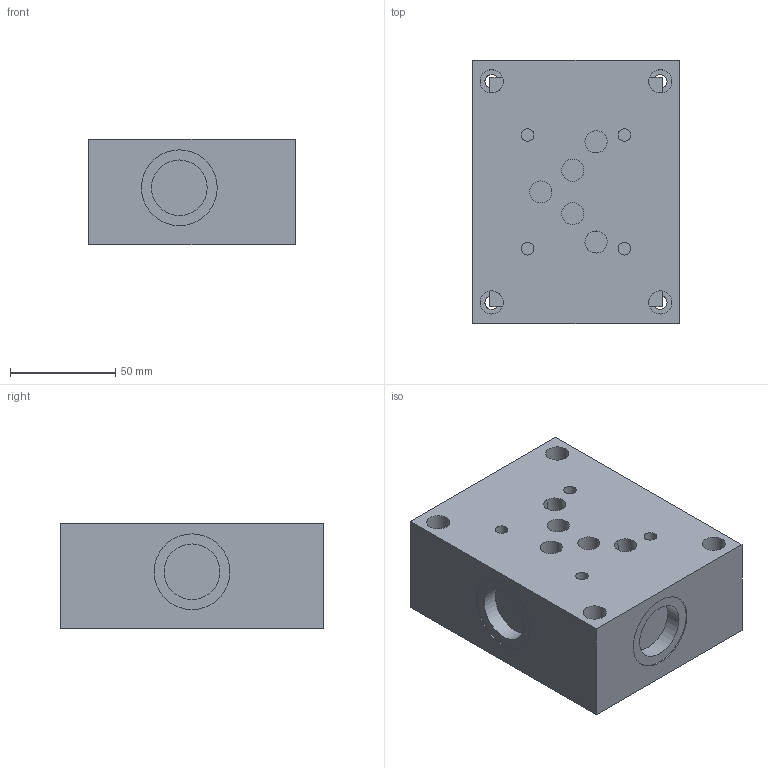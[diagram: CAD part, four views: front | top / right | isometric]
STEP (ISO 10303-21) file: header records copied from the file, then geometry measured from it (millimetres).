
FILE_DESCRIPTION(/* description */ ('Unknown'),/* implementation_level */ '2;1');
FILE_NAME(/* name */ 'PA.41840',/* time_stamp */ '2016-11-01T10:01:57+01:00',/* author */ ('Unknown'),/* organization */ ('Unknown'),/* preprocessor_version */ 'ST-DEVELOPER v16.7',/* originating_system */ 'DEX',/* authorisation */ $);
FILE_SCHEMA (('CONFIG_CONTROL_DESIGN'));
Length unit declared in the file: millimetre
Products named in the file (1): PA.41840
Bounding box: 98 x 125 x 50 mm (x, y, z)
Volume: 581659.5 mm3; surface area: 56718.6 mm2
Topology: 1 solids, 1 shells, 70 faces, 153 edges, 102 vertices
Faces by surface type: plane 43, cylinder 27
Full cylindrical faces by diameter (mm): 6 x4, 6.5 x4, 10.5 x3, 11 x4, 26.441 x4, 36 x4
Entity records: 1802 total; most frequent: DIRECTION 330, CARTESIAN_POINT 287, ORIENTED_EDGE 244, AXIS2_PLACEMENT_3D 137, EDGE_CURVE 122, EDGE_LOOP 118, FACE_BOUND 118, VERTEX_POINT 94
